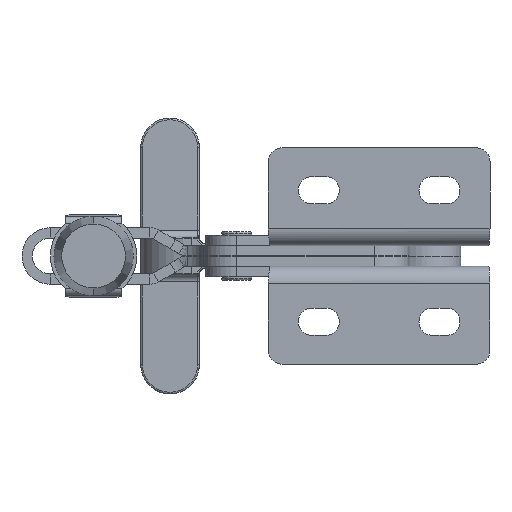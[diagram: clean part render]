
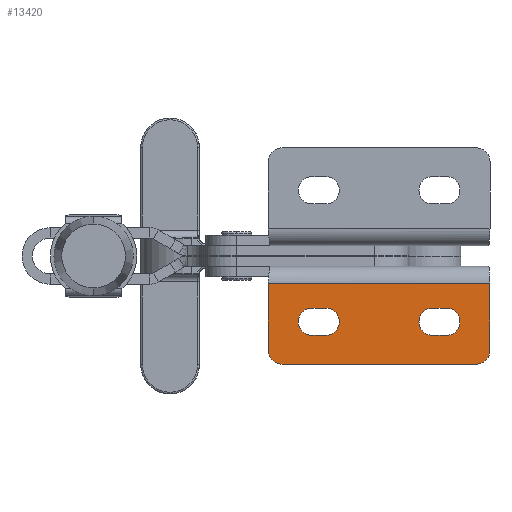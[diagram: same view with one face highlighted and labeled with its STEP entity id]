
A CAD part, front view. The second image highlights one B-rep face of the part: STEP entity #13420.
In plain terms, the highlighted planar face has unit normal (0, -1, 0).
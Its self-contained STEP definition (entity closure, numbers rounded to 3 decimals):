
#2381 = CARTESIAN_POINT ( 'NONE',  ( 60.3, -3., -28.35 ) ) ;
#2423 = CARTESIAN_POINT ( 'NONE',  ( 0., -3., -24.35 ) ) ;
#2433 = CARTESIAN_POINT ( 'NONE',  ( 51.65, -3., -12.1 ) ) ;
#2454 = CARTESIAN_POINT ( 'NONE',  ( 12.65, -3., -20. ) ) ;
#2464 = CARTESIAN_POINT ( 'NONE',  ( 64.3, -3., -24.35 ) ) ;
#2482 = CARTESIAN_POINT ( 'NONE',  ( 47.65, -3., -12.1 ) ) ;
#2496 = CARTESIAN_POINT ( 'NONE',  ( 64.3, -3., -5. ) ) ;
#2529 = CARTESIAN_POINT ( 'NONE',  ( 0., -3., -5. ) ) ;
#2535 = CARTESIAN_POINT ( 'NONE',  ( 47.65, -3., -20. ) ) ;
#2539 = CARTESIAN_POINT ( 'NONE',  ( 12.65, -3., -12.1 ) ) ;
#2546 = CARTESIAN_POINT ( 'NONE',  ( 16.65, -3., -20. ) ) ;
#2580 = CARTESIAN_POINT ( 'NONE',  ( 4., -3., -28.35 ) ) ;
#2615 = CARTESIAN_POINT ( 'NONE',  ( 16.65, -3., -12.1 ) ) ;
#2641 = CARTESIAN_POINT ( 'NONE',  ( 51.65, -3., -20. ) ) ;
#6366 = DIRECTION ( 'NONE',  ( 0., 0., -1. ) ) ;
#6368 = DIRECTION ( 'NONE',  ( 0., -1., 0. ) ) ;
#6373 = PLANE ( 'NONE',  #20915 ) ;
#6386 = CARTESIAN_POINT ( 'NONE',  ( 0., -3., 0. ) ) ;
#8872 = CARTESIAN_POINT ( 'NONE',  ( 0., -3., -5. ) ) ;
#8873 = DIRECTION ( 'NONE',  ( -1., 0., 0. ) ) ;
#12908 = DIRECTION ( 'NONE',  ( 0., 0., 1. ) ) ;
#12909 = DIRECTION ( 'NONE',  ( 0., 1., 0. ) ) ;
#12910 = CARTESIAN_POINT ( 'NONE',  ( 16.65, -3., -16.05 ) ) ;
#12913 = DIRECTION ( 'NONE',  ( 1., 0., 0. ) ) ;
#12914 = CARTESIAN_POINT ( 'NONE',  ( 0., -3., -28.35 ) ) ;
#12915 = DIRECTION ( 'NONE',  ( 0., 0., -1. ) ) ;
#12916 = CARTESIAN_POINT ( 'NONE',  ( 0., -3., -3. ) ) ;
#12917 = DIRECTION ( 'NONE',  ( 1., 0., 0. ) ) ;
#12918 = CARTESIAN_POINT ( 'NONE',  ( 12.65, -3., -20. ) ) ;
#12919 = DIRECTION ( 'NONE',  ( 0., 0., 1. ) ) ;
#12920 = DIRECTION ( 'NONE',  ( -1., 0., 0. ) ) ;
#12921 = CARTESIAN_POINT ( 'NONE',  ( 64.3, -3., -28.35 ) ) ;
#12923 = DIRECTION ( 'NONE',  ( 0., 0., 1. ) ) ;
#12924 = CARTESIAN_POINT ( 'NONE',  ( 47.65, -3., -20. ) ) ;
#12925 = DIRECTION ( 'NONE',  ( 0., 1., 0. ) ) ;
#12926 = CARTESIAN_POINT ( 'NONE',  ( 12.65, -3., -12.1 ) ) ;
#12927 = CARTESIAN_POINT ( 'NONE',  ( 60.3, -3., -24.35 ) ) ;
#12928 = DIRECTION ( 'NONE',  ( 0., 0., -1. ) ) ;
#12931 = CARTESIAN_POINT ( 'NONE',  ( 12.65, -3., -16.05 ) ) ;
#12932 = DIRECTION ( 'NONE',  ( 0., -1., 0. ) ) ;
#12933 = DIRECTION ( 'NONE',  ( 0., 1., 0. ) ) ;
#12934 = DIRECTION ( 'NONE',  ( -1., 0., 0. ) ) ;
#12936 = DIRECTION ( 'NONE',  ( 0., 0., 1. ) ) ;
#12938 = DIRECTION ( 'NONE',  ( 0., 0., -1. ) ) ;
#12940 = CARTESIAN_POINT ( 'NONE',  ( 47.65, -3., -12.1 ) ) ;
#12948 = DIRECTION ( 'NONE',  ( 1., 0., 0. ) ) ;
#12949 = DIRECTION ( 'NONE',  ( 0., 0., 1. ) ) ;
#12950 = CARTESIAN_POINT ( 'NONE',  ( 51.65, -3., -16.05 ) ) ;
#12951 = DIRECTION ( 'NONE',  ( 0., -1., 0. ) ) ;
#12958 = CARTESIAN_POINT ( 'NONE',  ( 4., -3., -24.35 ) ) ;
#12964 = CARTESIAN_POINT ( 'NONE',  ( 47.65, -3., -16.05 ) ) ;
#12965 = DIRECTION ( 'NONE',  ( 0., 1., 0. ) ) ;
#13420 = ADVANCED_FACE ( 'NONE', ( #25198, #25204, #25199 ), #6373, .T. ) ;
#13601 = EDGE_CURVE ( 'NONE', #29105, #29078, #25457, .T. ) ;
#13604 = EDGE_CURVE ( 'NONE', #29078, #29052, #25460, .T. ) ;
#13606 = EDGE_CURVE ( 'NONE', #29047, #29129, #25463, .T. ) ;
#13608 = EDGE_CURVE ( 'NONE', #29052, #29161, #25468, .T. ) ;
#13610 = EDGE_CURVE ( 'NONE', #29161, #29105, #25472, .T. ) ;
#13612 = EDGE_CURVE ( 'NONE', #29025, #29068, #25469, .T. ) ;
#13613 = EDGE_CURVE ( 'NONE', #29068, #29085, #25477, .T. ) ;
#13614 = EDGE_CURVE ( 'NONE', #29063, #29107, #25478, .T. ) ;
#13616 = EDGE_CURVE ( 'NONE', #29107, #29147, #25480, .T. ) ;
#13617 = EDGE_CURVE ( 'NONE', #29102, #29047, #25483, .T. ) ;
#13618 = EDGE_CURVE ( 'NONE', #29129, #29025, #25485, .T. ) ;
#13619 = EDGE_CURVE ( 'NONE', #29147, #29112, #25487, .T. ) ;
#13620 = EDGE_CURVE ( 'NONE', #29112, #29063, #25489, .T. ) ;
#14057 = EDGE_CURVE ( 'NONE', #29085, #29102, #26068, .T. ) ;
#15983 = ORIENTED_EDGE ( 'NONE', *, *, #13606, .T. ) ;
#15984 = ORIENTED_EDGE ( 'NONE', *, *, #13617, .T. ) ;
#15985 = ORIENTED_EDGE ( 'NONE', *, *, #14057, .T. ) ;
#15986 = ORIENTED_EDGE ( 'NONE', *, *, #13613, .T. ) ;
#15987 = ORIENTED_EDGE ( 'NONE', *, *, #13612, .T. ) ;
#15988 = ORIENTED_EDGE ( 'NONE', *, *, #13618, .T. ) ;
#15989 = ORIENTED_EDGE ( 'NONE', *, *, #13620, .T. ) ;
#15990 = ORIENTED_EDGE ( 'NONE', *, *, #13619, .T. ) ;
#15991 = ORIENTED_EDGE ( 'NONE', *, *, #13616, .T. ) ;
#15992 = ORIENTED_EDGE ( 'NONE', *, *, #13614, .T. ) ;
#15993 = ORIENTED_EDGE ( 'NONE', *, *, #13610, .T. ) ;
#15994 = ORIENTED_EDGE ( 'NONE', *, *, #13608, .T. ) ;
#15995 = ORIENTED_EDGE ( 'NONE', *, *, #13604, .T. ) ;
#15996 = ORIENTED_EDGE ( 'NONE', *, *, #13601, .T. ) ;
#18072 = EDGE_LOOP ( 'NONE', ( #15992, #15991, #15990, #15989 ) ) ;
#18154 = EDGE_LOOP ( 'NONE', ( #15996, #15995, #15994, #15993 ) ) ;
#18171 = EDGE_LOOP ( 'NONE', ( #15988, #15987, #15986, #15985, #15984, #15983 ) ) ;
#20915 = AXIS2_PLACEMENT_3D ( 'NONE', #6386, #6368, #6366 ) ;
#25198 = FACE_BOUND ( 'NONE', #18154, .T. ) ;
#25199 = FACE_OUTER_BOUND ( 'NONE', #18171, .T. ) ;
#25204 = FACE_BOUND ( 'NONE', #18072, .T. ) ;
#25457 = CIRCLE ( 'NONE', #26264, 3.95 ) ;
#25460 = LINE ( 'NONE', #12940, #25465 ) ;
#25463 = CIRCLE ( 'NONE', #26267, 4. ) ;
#25465 = VECTOR ( 'NONE', #12948, 1000. ) ;
#25468 = CIRCLE ( 'NONE', #26268, 3.95 ) ;
#25469 = CIRCLE ( 'NONE', #26270, 4. ) ;
#25472 = LINE ( 'NONE', #12924, #25475 ) ;
#25475 = VECTOR ( 'NONE', #12920, 1000. ) ;
#25477 = LINE ( 'NONE', #12921, #25479 ) ;
#25478 = CIRCLE ( 'NONE', #26271, 3.95 ) ;
#25479 = VECTOR ( 'NONE', #12919, 1000. ) ;
#25480 = LINE ( 'NONE', #12926, #25484 ) ;
#25483 = LINE ( 'NONE', #12916, #25486 ) ;
#25484 = VECTOR ( 'NONE', #12917, 1000. ) ;
#25485 = LINE ( 'NONE', #12914, #25488 ) ;
#25486 = VECTOR ( 'NONE', #12915, 1000. ) ;
#25487 = CIRCLE ( 'NONE', #26272, 3.95 ) ;
#25488 = VECTOR ( 'NONE', #12913, 1000. ) ;
#25489 = LINE ( 'NONE', #12918, #25491 ) ;
#25491 = VECTOR ( 'NONE', #12934, 1000. ) ;
#26068 = LINE ( 'NONE', #8872, #26092 ) ;
#26092 = VECTOR ( 'NONE', #8873, 1000. ) ;
#26264 = AXIS2_PLACEMENT_3D ( 'NONE', #12964, #12965, #12949 ) ;
#26267 = AXIS2_PLACEMENT_3D ( 'NONE', #12958, #12951, #12938 ) ;
#26268 = AXIS2_PLACEMENT_3D ( 'NONE', #12950, #12933, #12923 ) ;
#26270 = AXIS2_PLACEMENT_3D ( 'NONE', #12927, #12932, #12928 ) ;
#26271 = AXIS2_PLACEMENT_3D ( 'NONE', #12931, #12925, #12936 ) ;
#26272 = AXIS2_PLACEMENT_3D ( 'NONE', #12910, #12909, #12908 ) ;
#29025 = VERTEX_POINT ( 'NONE', #2381 ) ;
#29047 = VERTEX_POINT ( 'NONE', #2423 ) ;
#29052 = VERTEX_POINT ( 'NONE', #2433 ) ;
#29063 = VERTEX_POINT ( 'NONE', #2454 ) ;
#29068 = VERTEX_POINT ( 'NONE', #2464 ) ;
#29078 = VERTEX_POINT ( 'NONE', #2482 ) ;
#29085 = VERTEX_POINT ( 'NONE', #2496 ) ;
#29102 = VERTEX_POINT ( 'NONE', #2529 ) ;
#29105 = VERTEX_POINT ( 'NONE', #2535 ) ;
#29107 = VERTEX_POINT ( 'NONE', #2539 ) ;
#29112 = VERTEX_POINT ( 'NONE', #2546 ) ;
#29129 = VERTEX_POINT ( 'NONE', #2580 ) ;
#29147 = VERTEX_POINT ( 'NONE', #2615 ) ;
#29161 = VERTEX_POINT ( 'NONE', #2641 ) ;
